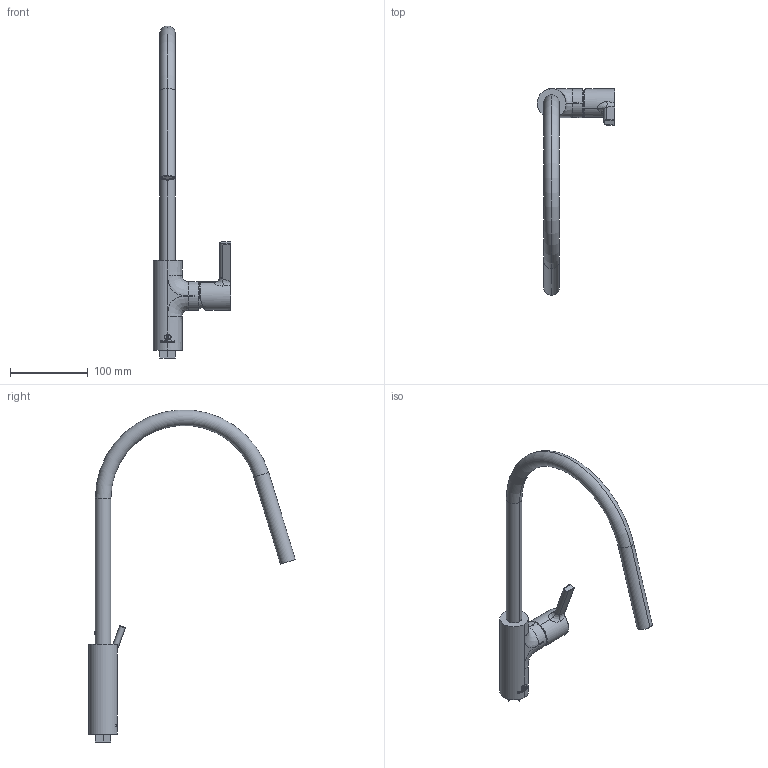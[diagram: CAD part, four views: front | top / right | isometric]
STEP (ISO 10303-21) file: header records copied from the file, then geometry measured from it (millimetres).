
FILE_DESCRIPTION((''),'2;1');
FILE_NAME('BD408AA_3DPL','2022-06-06T13:33:17',('HristovG'),('IDEAL STANDARD BVBA'),'CREO PARAMETRIC BY PTC INC, 2022024','CREO PARAMETRIC BY PTC INC, 2022024','');
FILE_SCHEMA(('AP242_MANAGED_MODEL_BASED_3D_ENGINEERING_MIM_LF { 1 0 10303 442 1 1 4 }'));
Length unit declared in the file: millimetre
Products named in the file (1): BD408AA_3DPL
Bounding box: 99.66 x 265.74 x 427.06 mm (x, y, z)
Volume: 389602.7 mm3; surface area: 64871.4 mm2
Topology: 1 solids, 4 shells, 331 faces, 850 edges, 548 vertices
Faces by surface type: bspline 168, plane 99, cylinder 45, torus 10, sphere 4, cone 3, extrusion 2
Entity records: 27197 total; most frequent: CARTESIAN_POINT 17915, ORIENTED_EDGE 1686, DIRECTION 901, EDGE_CURVE 849, VERTEX_POINT 546, B_SPLINE_CURVE_WITH_KNOTS 401, EDGE_LOOP 354, VECTOR 331
